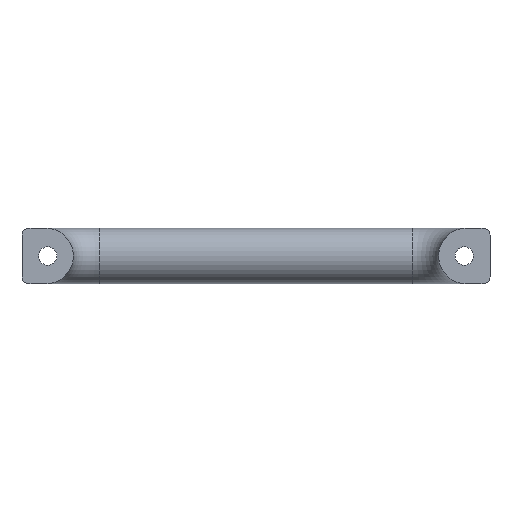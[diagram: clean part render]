
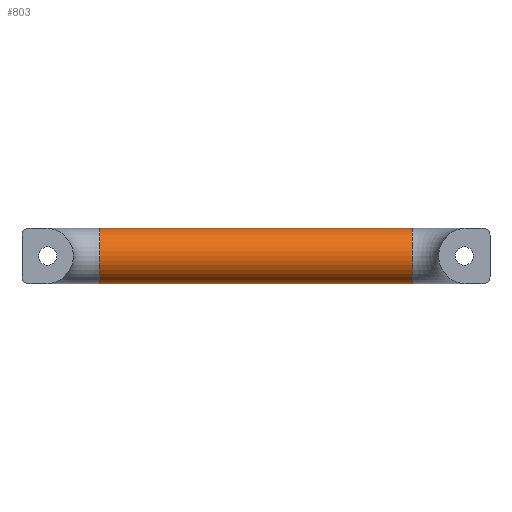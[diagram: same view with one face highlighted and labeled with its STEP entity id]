
A CAD part, front view. The second image highlights one B-rep face of the part: STEP entity #803.
In plain terms, the highlighted cylindrical face has radius 8 mm (diameter 16 mm), a partial arc.
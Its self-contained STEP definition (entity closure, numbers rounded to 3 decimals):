
#73=CARTESIAN_POINT('',(105.0,40.6,8.));
#74=VERTEX_POINT('',#73);
#75=CARTESIAN_POINT('',(105.0,40.6,-8.));
#76=VERTEX_POINT('',#75);
#77=CARTESIAN_POINT('',(105.0,40.6,0.));
#78=DIRECTION('',(1.0,0.0,0.0));
#79=DIRECTION('',(0.0,0.0,1.0));
#80=AXIS2_PLACEMENT_3D('',#77,#78,#79);
#81=CIRCLE('',#80,8.);
#82=EDGE_CURVE('',#74,#76,#81,.T.);
#290=CARTESIAN_POINT('',(15.,40.6,-8.));
#291=VERTEX_POINT('',#290);
#299=CARTESIAN_POINT('',(15.,40.6,8.));
#300=VERTEX_POINT('',#299);
#301=CARTESIAN_POINT('',(15.,40.6,0.));
#302=DIRECTION('',(1.0,0.0,0.0));
#303=DIRECTION('',(0.0,0.0,1.0));
#304=AXIS2_PLACEMENT_3D('',#301,#302,#303);
#305=CIRCLE('',#304,8.);
#306=EDGE_CURVE('',#300,#291,#305,.T.);
#782=CARTESIAN_POINT('',(15.,40.6,0.));
#783=DIRECTION('',(1.0,0.0,0.0));
#784=DIRECTION('',(0.0,0.0,-1.0));
#785=AXIS2_PLACEMENT_3D('',#782,#783,#784);
#786=CYLINDRICAL_SURFACE('',#785,8.);
#787=ORIENTED_EDGE('',*,*,#306,.T.);
#788=CARTESIAN_POINT('',(15.,40.6,-8.));
#789=DIRECTION('',(1.0,0.0,0.0));
#790=VECTOR('',#789,90.0);
#791=LINE('',#788,#790);
#792=EDGE_CURVE('',#291,#76,#791,.T.);
#793=ORIENTED_EDGE('',*,*,#792,.T.);
#794=ORIENTED_EDGE('',*,*,#82,.F.);
#795=CARTESIAN_POINT('',(15.,40.6,8.));
#796=DIRECTION('',(1.0,0.0,0.0));
#797=VECTOR('',#796,90.0);
#798=LINE('',#795,#797);
#799=EDGE_CURVE('',#300,#74,#798,.T.);
#800=ORIENTED_EDGE('',*,*,#799,.F.);
#801=EDGE_LOOP('',(#787,#793,#794,#800));
#802=FACE_OUTER_BOUND('',#801,.T.);
#803=ADVANCED_FACE('',(#802),#786,.T.);
